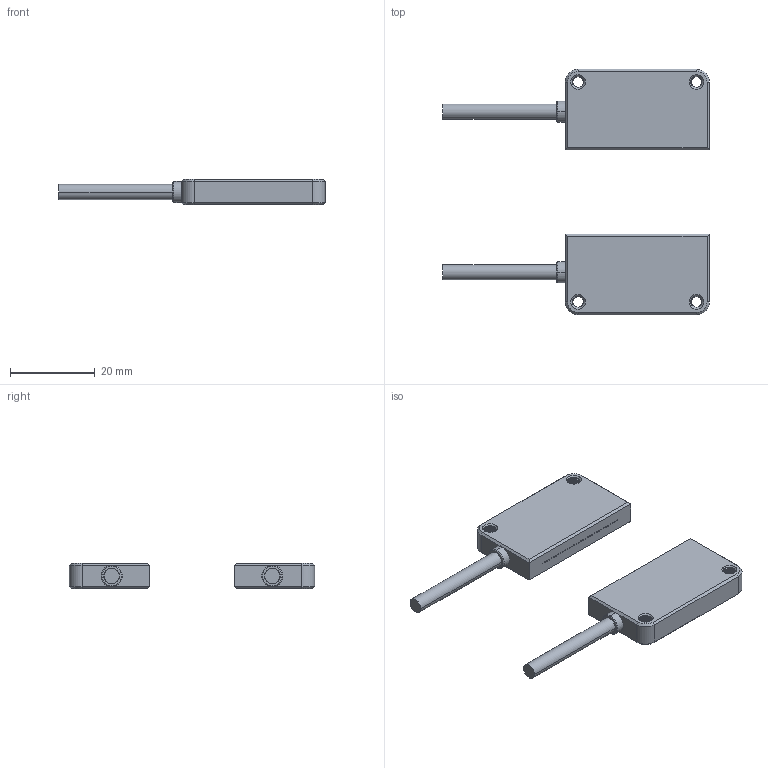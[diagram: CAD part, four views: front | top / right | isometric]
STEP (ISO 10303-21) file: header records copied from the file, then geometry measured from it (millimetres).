
FILE_DESCRIPTION((''),'2;1');
FILE_NAME('PT25QL_ASM','2021-04-19T10:48:30',('Administrator'),(''),'CREO PARAMETRIC BY PTC INC, 2018400','CREO PARAMETRIC BY PTC INC, 2018400','');
FILE_SCHEMA(('CONFIG_CONTROL_DESIGN'));
Length unit declared in the file: millimetre
Products named in the file (3): PRT0001_; ASM0001_ASM; PT25QL_ASM
Assembly tree (3 placements, depth 3):
  PT25QL_ASM
    ASM0001_ASM  x2
      PRT0001_
Bounding box: 63 x 58 x 6 mm (x, y, z)
Volume: 3832.6 mm3; surface area: 7776.2 mm2
Topology: 4 solids, 8 shells, 390 faces, 1036 edges, 668 vertices
Faces by surface type: cylinder 256, plane 70, bspline 36, cone 24, torus 4
Entity records: 12734 total; most frequent: CARTESIAN_POINT 7750, ORIENTED_EDGE 1036, DIRECTION 966, EDGE_CURVE 518, AXIS2_PLACEMENT_3D 380, VERTEX_POINT 334, EDGE_LOOP 274, VECTOR 206
